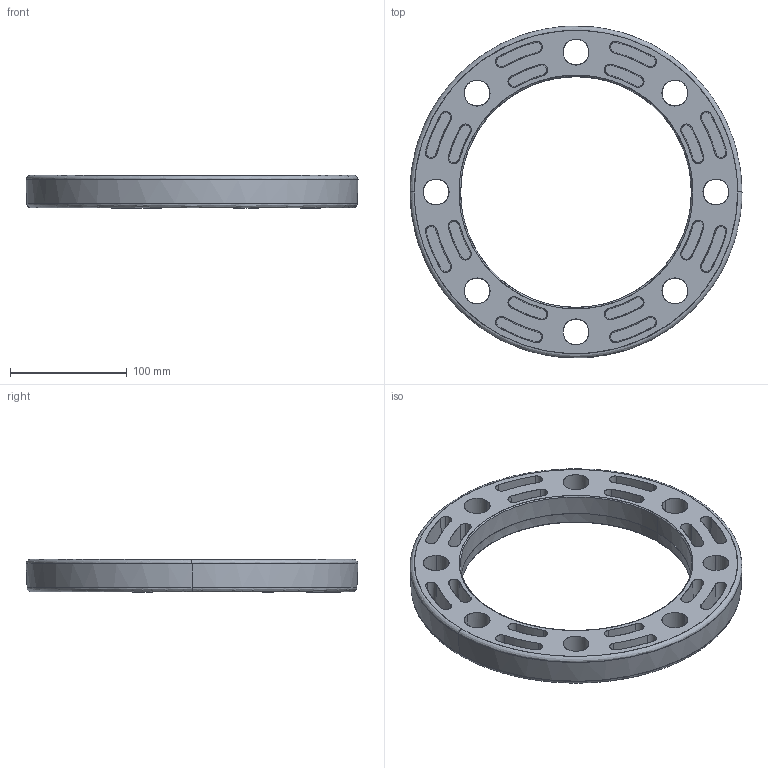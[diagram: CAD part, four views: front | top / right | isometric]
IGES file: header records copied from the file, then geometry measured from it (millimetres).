
Start section: SolidWorks IGES file using NURBS representation for surfaces
Global section: file name: 01071019600.IGS; native system: SolidWorks 2019; preprocessor: SolidWorks 2019; author: utilizador; date: 190823.151413; units: millimetre
Bounding box: 284.73 x 284.37 x 28.6 mm (x, y, z)
Surface area: 140523.7 mm2 (no closed solid volume)
Topology: 0 solids, 0 shells, 464 faces, 5987 edges, 5987 vertices
Faces by surface type: bspline 464
